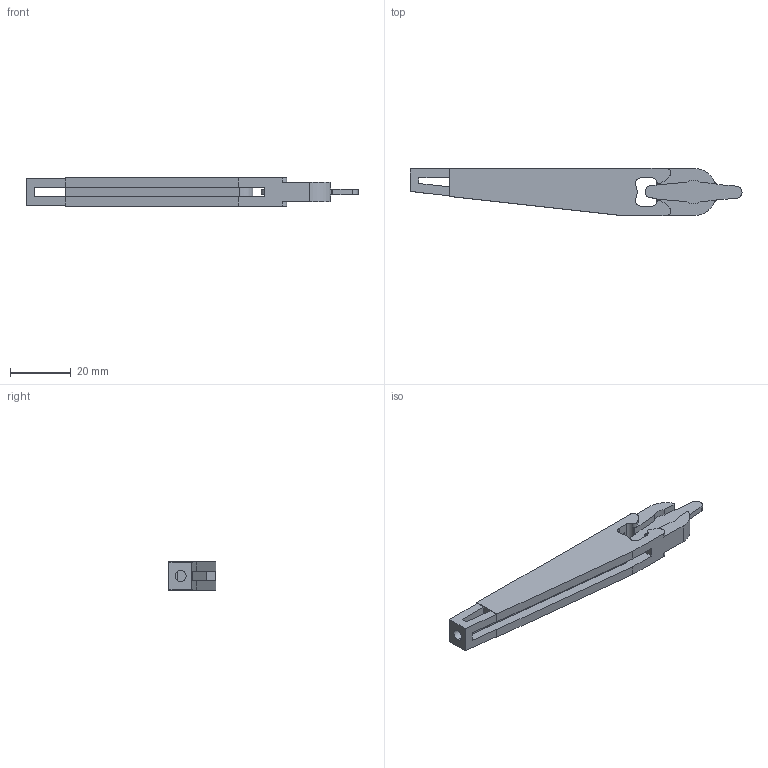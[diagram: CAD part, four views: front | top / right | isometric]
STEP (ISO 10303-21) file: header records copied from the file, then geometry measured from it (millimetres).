
FILE_DESCRIPTION (( 'STEP AP214' ), '1' );
FILE_NAME ('AltBacakXYZ.STEP', '2020-11-25T13:30:37', ( '' ), ( '' ), 'SwSTEP 2.0', 'SolidWorks 2018', '' );
FILE_SCHEMA (( 'AUTOMOTIVE_DESIGN' ));
Length unit declared in the file: millimetre
Products named in the file (1): AltBacakXYZ
Bounding box: 109.55 x 15.62 x 9.38 mm (x, y, z)
Volume: 8451.7 mm3; surface area: 5938.6 mm2
Topology: 1 solids, 1 shells, 101 faces, 324 edges, 212 vertices
Faces by surface type: plane 51, cylinder 50
Entity records: 3664 total; most frequent: ORIENTED_EDGE 648, DIRECTION 648, CARTESIAN_POINT 638, EDGE_CURVE 324, AXIS2_PLACEMENT_3D 222, VERTEX_POINT 212, LINE 204, VECTOR 204
